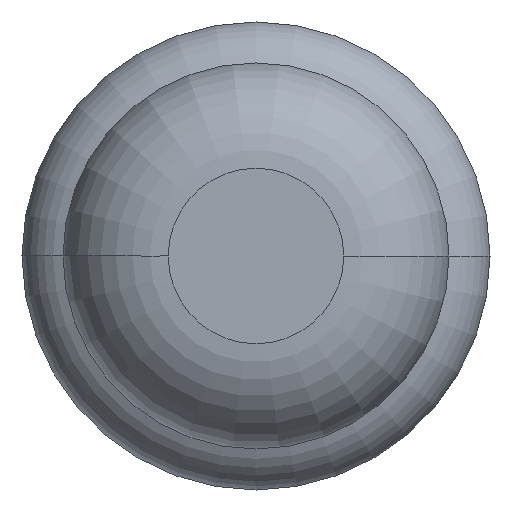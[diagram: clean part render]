
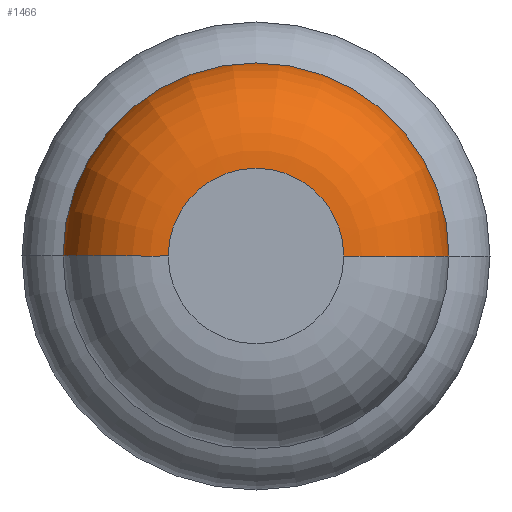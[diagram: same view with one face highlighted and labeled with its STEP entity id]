
A CAD part, front view. The second image highlights one B-rep face of the part: STEP entity #1466.
In plain terms, the highlighted toroidal (fillet/blend) face has major radius 0.375 mm and minor radius 0.45 mm.
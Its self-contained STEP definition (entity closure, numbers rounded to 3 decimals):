
#17 = CIRCLE ( 'NONE', #621, 0.45 ) ;
#71 = VERTEX_POINT ( 'NONE', #2455 ) ;
#77 = DIRECTION ( 'NONE',  ( 0., -1., 0. ) ) ;
#598 = CARTESIAN_POINT ( 'NONE',  ( -0.375, -31.55, 0. ) ) ;
#621 = AXIS2_PLACEMENT_3D ( 'NONE', #598, #3883, #3219 ) ;
#758 = CARTESIAN_POINT ( 'NONE',  ( 0.375, -32., 0. ) ) ;
#842 = ORIENTED_EDGE ( 'NONE', *, *, #2532, .F. ) ;
#846 = DIRECTION ( 'NONE',  ( -1., 0., 0. ) ) ;
#892 = FACE_OUTER_BOUND ( 'NONE', #2109, .T. ) ;
#912 = CARTESIAN_POINT ( 'NONE',  ( 0., -32., 0. ) ) ;
#1183 = CIRCLE ( 'NONE', #1902, 0.825 ) ;
#1341 = VERTEX_POINT ( 'NONE', #3019 ) ;
#1433 = CIRCLE ( 'NONE', #2835, 0.45 ) ;
#1466 = ADVANCED_FACE ( 'Defeature ausgef�hrt1_8', ( #892 ), #2671, .T. ) ;
#1566 = AXIS2_PLACEMENT_3D ( 'NONE', #3690, #2058, #1743 ) ;
#1671 = ORIENTED_EDGE ( 'NONE', *, *, #3875, .F. ) ;
#1725 = EDGE_CURVE ( 'NONE', #71, #1341, #17, .T. ) ;
#1743 = DIRECTION ( 'NONE',  ( 1., 0., 0. ) ) ;
#1832 = DIRECTION ( 'NONE',  ( 0., 0., -1. ) ) ;
#1844 = CIRCLE ( 'NONE', #3076, 0.375 ) ;
#1902 = AXIS2_PLACEMENT_3D ( 'NONE', #3053, #77, #3002 ) ;
#2058 = DIRECTION ( 'NONE',  ( 0., -1., 0. ) ) ;
#2109 = EDGE_LOOP ( 'NONE', ( #3886, #3442, #842, #1671 ) ) ;
#2455 = CARTESIAN_POINT ( 'NONE',  ( -0.825, -31.55, 0. ) ) ;
#2532 = EDGE_CURVE ( 'Defeature ausgef�hrt1_7+Defeature ausgef�hrt1_8+Defeature ausgef�hrt1_8+Defeature ausgef�hrt1_8', #2739, #1341, #1844, .T. ) ;
#2671 = TOROIDAL_SURFACE ( 'NONE', #1566, 0.375, 0.45 ) ;
#2697 = EDGE_CURVE ( 'Defeature ausgef�hrt1_8+Defeature ausgef�hrt1_9+Defeature ausgef�hrt1_9+Defeature ausgef�hrt1_9', #3646, #71, #1183, .T. ) ;
#2739 = VERTEX_POINT ( 'NONE', #758 ) ;
#2835 = AXIS2_PLACEMENT_3D ( 'NONE', #3441, #1832, #846 ) ;
#2886 = DIRECTION ( 'NONE',  ( 0., -1., 0. ) ) ;
#3001 = CARTESIAN_POINT ( 'NONE',  ( 0.825, -31.55, 0. ) ) ;
#3002 = DIRECTION ( 'NONE',  ( 1., 0., 0. ) ) ;
#3019 = CARTESIAN_POINT ( 'NONE',  ( -0.375, -32., 0. ) ) ;
#3053 = CARTESIAN_POINT ( 'NONE',  ( 0., -31.55, 0. ) ) ;
#3076 = AXIS2_PLACEMENT_3D ( 'NONE', #912, #2886, #4173 ) ;
#3219 = DIRECTION ( 'NONE',  ( 1., 0., 0. ) ) ;
#3441 = CARTESIAN_POINT ( 'NONE',  ( 0.375, -31.55, 0. ) ) ;
#3442 = ORIENTED_EDGE ( 'NONE', *, *, #1725, .T. ) ;
#3646 = VERTEX_POINT ( 'NONE', #3001 ) ;
#3690 = CARTESIAN_POINT ( 'NONE',  ( 0., -31.55, 0. ) ) ;
#3875 = EDGE_CURVE ( 'NONE', #3646, #2739, #1433, .T. ) ;
#3883 = DIRECTION ( 'NONE',  ( 0., 0., 1. ) ) ;
#3886 = ORIENTED_EDGE ( 'NONE', *, *, #2697, .T. ) ;
#4173 = DIRECTION ( 'NONE',  ( 1., 0., 0. ) ) ;
